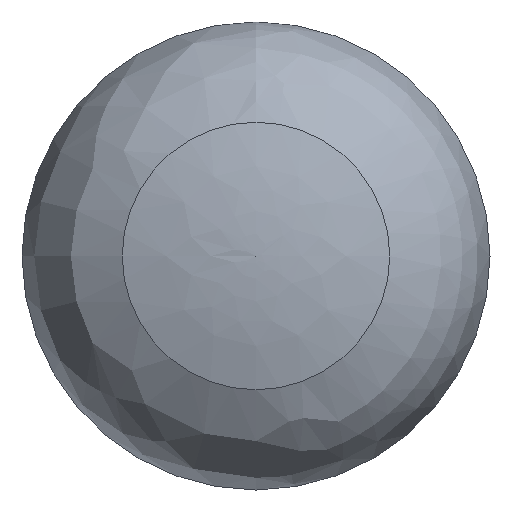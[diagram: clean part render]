
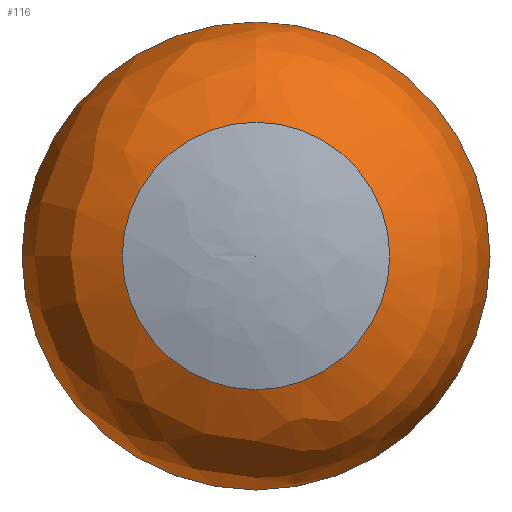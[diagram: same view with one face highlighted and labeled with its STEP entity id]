
A CAD part, left-side view. The second image highlights one B-rep face of the part: STEP entity #116.
In plain terms, the highlighted free-form (B-spline) face has degree [3, 3] with [4, 7] control points.
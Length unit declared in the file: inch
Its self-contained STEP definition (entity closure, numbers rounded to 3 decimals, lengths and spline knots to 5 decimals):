
#1 = CARTESIAN_POINT ( 'NONE',  ( -1.73883, 0., 0.22497 ) ) ;
#10 = AXIS2_PLACEMENT_3D ( 'NONE', #92, #276, #122 ) ;
#11 = CARTESIAN_POINT ( 'NONE',  ( -1.73883, 0.44994, 0.22497 ) ) ;
#12 = CARTESIAN_POINT ( 'NONE',  ( -1.51246, 0., -0.3937 ) ) ;
#16 = EDGE_LOOP ( 'NONE', ( #53 ) ) ;
#17 = CARTESIAN_POINT ( 'NONE',  ( -1.6209, 0., 0.3937 ) ) ;
#20 = CARTESIAN_POINT ( 'NONE',  ( -1.70785, 0.65779, -0.32889 ) ) ;
#23 = CARTESIAN_POINT ( 'NONE',  ( -1.73883, 0., 0.22497 ) ) ;
#50 = FACE_OUTER_BOUND ( 'NONE', #102, .T. ) ;
#53 = ORIENTED_EDGE ( 'NONE', *, *, #136, .T. ) ;
#59 = CARTESIAN_POINT ( 'NONE',  ( -1.70785, -0.65779, -0.32889 ) ) ;
#61 = CIRCLE ( 'NONE', #306, 0.3937 ) ;
#65 = CARTESIAN_POINT ( 'NONE',  ( -1.51246, 0., 0. ) ) ;
#67 = CARTESIAN_POINT ( 'NONE',  ( -1.51246, -0.7874, 0.3937 ) ) ;
#71 = CARTESIAN_POINT ( 'NONE',  ( -1.73883, -0.44994, 0.22497 ) ) ;
#73 = VERTEX_POINT ( 'NONE', #1 ) ;
#77 = FACE_OUTER_BOUND ( 'NONE', #16, .T. ) ;
#92 = CARTESIAN_POINT ( 'NONE',  ( -1.73883, 0., 0. ) ) ;
#102 = EDGE_LOOP ( 'NONE', ( #279 ) ) ;
#116 = ADVANCED_FACE ( 'NONE', ( #50, #77 ), #224, .T. ) ;
#122 = DIRECTION ( 'NONE',  ( 0., 0., 1. ) ) ;
#130 = CARTESIAN_POINT ( 'NONE',  ( -1.70785, 0., -0.32889 ) ) ;
#131 = CARTESIAN_POINT ( 'NONE',  ( -1.73883, -0.44994, -0.22497 ) ) ;
#136 = EDGE_CURVE ( 'NONE', #73, #73, #220, .T. ) ;
#140 = CARTESIAN_POINT ( 'NONE',  ( -1.51246, 0., 0.3937 ) ) ;
#145 = CARTESIAN_POINT ( 'NONE',  ( -1.51246, 0.7874, 0.3937 ) ) ;
#148 = CARTESIAN_POINT ( 'NONE',  ( -1.6209, 0., -0.3937 ) ) ;
#164 = CARTESIAN_POINT ( 'NONE',  ( -1.70785, 0., 0.32889 ) ) ;
#169 = CARTESIAN_POINT ( 'NONE',  ( -1.51246, -0.7874, -0.3937 ) ) ;
#183 = VERTEX_POINT ( 'NONE', #297 ) ;
#196 = CARTESIAN_POINT ( 'NONE',  ( -1.51246, 0., 0.3937 ) ) ;
#202 = DIRECTION ( 'NONE',  ( 0., 0., -1. ) ) ;
#203 = CARTESIAN_POINT ( 'NONE',  ( -1.70785, -0.65779, 0.32889 ) ) ;
#220 = CIRCLE ( 'NONE', #10, 0.22497 ) ;
#224 =( BOUNDED_SURFACE ( )  B_SPLINE_SURFACE ( 3, 3, ( 
 ( #278, #11, #243, #282, #131, #71, #23 ),
 ( #250, #247, #20, #130, #59, #203, #164 ),
 ( #17, #244, #225, #148, #256, #252, #286 ),
 ( #140, #145, #233, #12, #169, #67, #196 ) ),
 .UNSPECIFIED., .F., .T., .F. ) 
 B_SPLINE_SURFACE_WITH_KNOTS ( ( 4, 4 ),
 ( 4, 3, 4 ),
 ( 0., 1. ),
 ( 0., 0.5, 1. ),
 .UNSPECIFIED. ) 
 GEOMETRIC_REPRESENTATION_ITEM ( )  RATIONAL_B_SPLINE_SURFACE ( (
 ( 1., 0.333, 0.333, 1., 0.333, 0.333, 1.),
 ( 0.868, 0.289, 0.289, 0.868, 0.289, 0.289, 0.868),
 ( 0.868, 0.289, 0.289, 0.868, 0.289, 0.289, 0.868),
 ( 1., 0.333, 0.333, 1., 0.333, 0.333, 1.) ) ) 
 REPRESENTATION_ITEM ( '' )  SURFACE ( )  );
#225 = CARTESIAN_POINT ( 'NONE',  ( -1.6209, 0.7874, -0.3937 ) ) ;
#233 = CARTESIAN_POINT ( 'NONE',  ( -1.51246, 0.7874, -0.3937 ) ) ;
#243 = CARTESIAN_POINT ( 'NONE',  ( -1.73883, 0.44994, -0.22497 ) ) ;
#244 = CARTESIAN_POINT ( 'NONE',  ( -1.6209, 0.7874, 0.3937 ) ) ;
#247 = CARTESIAN_POINT ( 'NONE',  ( -1.70785, 0.65779, 0.32889 ) ) ;
#250 = CARTESIAN_POINT ( 'NONE',  ( -1.70785, 0., 0.32889 ) ) ;
#252 = CARTESIAN_POINT ( 'NONE',  ( -1.6209, -0.7874, 0.3937 ) ) ;
#256 = CARTESIAN_POINT ( 'NONE',  ( -1.6209, -0.7874, -0.3937 ) ) ;
#276 = DIRECTION ( 'NONE',  ( 1., 0., 0. ) ) ;
#278 = CARTESIAN_POINT ( 'NONE',  ( -1.73883, 0., 0.22497 ) ) ;
#279 = ORIENTED_EDGE ( 'NONE', *, *, #291, .F. ) ;
#282 = CARTESIAN_POINT ( 'NONE',  ( -1.73883, 0., -0.22497 ) ) ;
#286 = CARTESIAN_POINT ( 'NONE',  ( -1.6209, 0., 0.3937 ) ) ;
#291 = EDGE_CURVE ( 'NONE', #183, #183, #61, .T. ) ;
#292 = DIRECTION ( 'NONE',  ( 1., 0., 0. ) ) ;
#297 = CARTESIAN_POINT ( 'NONE',  ( -1.51246, 0., -0.3937 ) ) ;
#306 = AXIS2_PLACEMENT_3D ( 'NONE', #65, #292, #202 ) ;
